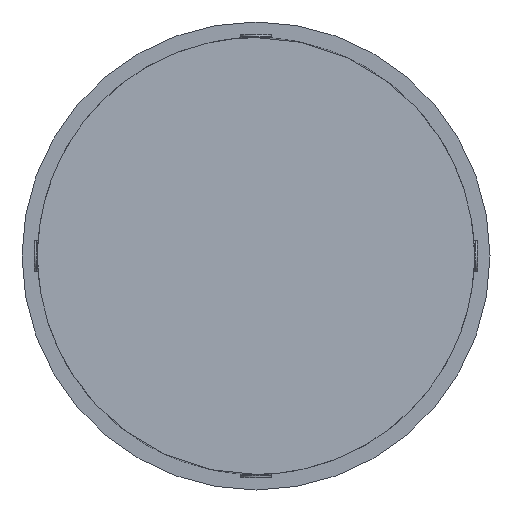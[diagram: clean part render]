
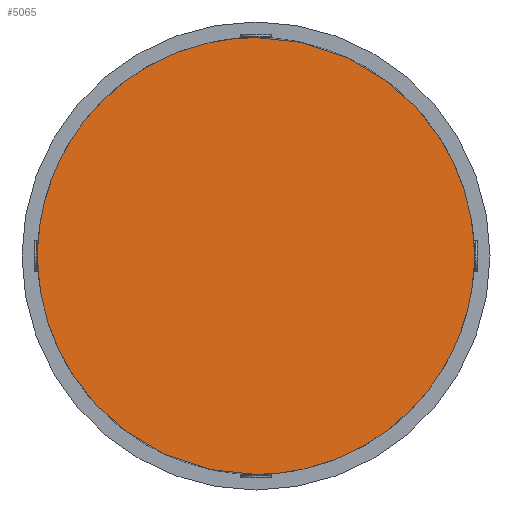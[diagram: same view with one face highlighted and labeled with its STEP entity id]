
A CAD part, front view. The second image highlights one B-rep face of the part: STEP entity #5065.
In plain terms, the highlighted planar face has unit normal (0.707, -0.707, 0).
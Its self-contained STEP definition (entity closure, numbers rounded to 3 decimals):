
#555 = CARTESIAN_POINT ( 'NONE',  ( -5.6, -24.8, -2.8 ) ) ;
#571 = EDGE_LOOP ( 'NONE', ( #2244, #4311 ) ) ;
#761 = CARTESIAN_POINT ( 'NONE',  ( 0., -19.2, -2.8 ) ) ;
#1110 = CARTESIAN_POINT ( 'NONE',  ( 5.6, -13.6, -2.8 ) ) ;
#1232 = VERTEX_POINT ( 'NONE', #761 ) ;
#1466 =( BOUNDED_CURVE ( )  B_SPLINE_CURVE ( 3, ( #2662, #555, #5152, #3462 ),
 .UNSPECIFIED., .F., .T. ) 
 B_SPLINE_CURVE_WITH_KNOTS ( ( 4, 4 ),
 ( 1.571, 4.712 ),
 .UNSPECIFIED. ) 
 CURVE ( )  GEOMETRIC_REPRESENTATION_ITEM ( )  RATIONAL_B_SPLINE_CURVE ( ( 1., 0.333, 0.333, 1. ) ) 
 REPRESENTATION_ITEM ( '' )  );
#1799 = PLANE ( 'NONE',  #2595 ) ;
#1966 = CARTESIAN_POINT ( 'NONE',  ( 5.6, -13.6, 2.8 ) ) ;
#1992 = EDGE_CURVE ( 'Defeature ausgef�hrt1_3+Defeature ausgef�hrt1_8+Defeature ausgef�hrt1_8+Defeature ausgef�hrt1_8', #5121, #1232, #4627, .T. ) ;
#2011 = CARTESIAN_POINT ( 'NONE',  ( 0., -19.2, -2.8 ) ) ;
#2244 = ORIENTED_EDGE ( 'NONE', *, *, #1992, .F. ) ;
#2595 = AXIS2_PLACEMENT_3D ( 'NONE', #3092, #3114, #3504 ) ;
#2662 = CARTESIAN_POINT ( 'NONE',  ( 0., -19.2, -2.8 ) ) ;
#2932 = EDGE_CURVE ( 'Defeature ausgef�hrt1_3+Defeature ausgef�hrt1_8+Defeature ausgef�hrt1_8+Defeature ausgef�hrt1_8', #1232, #5121, #1466, .T. ) ;
#3092 = CARTESIAN_POINT ( 'NONE',  ( 4.2, -15., -3. ) ) ;
#3114 = DIRECTION ( 'NONE',  ( -0.707, 0.707, 0. ) ) ;
#3462 = CARTESIAN_POINT ( 'NONE',  ( 0., -19.2, 2.8 ) ) ;
#3504 = DIRECTION ( 'NONE',  ( -0.707, -0.707, 0. ) ) ;
#3666 = CARTESIAN_POINT ( 'NONE',  ( 0., -19.2, 2.8 ) ) ;
#4311 = ORIENTED_EDGE ( 'NONE', *, *, #2932, .F. ) ;
#4627 =( BOUNDED_CURVE ( )  B_SPLINE_CURVE ( 3, ( #3666, #1966, #1110, #2011 ),
 .UNSPECIFIED., .F., .T. ) 
 B_SPLINE_CURVE_WITH_KNOTS ( ( 4, 4 ),
 ( 4.712, 7.854 ),
 .UNSPECIFIED. ) 
 CURVE ( )  GEOMETRIC_REPRESENTATION_ITEM ( )  RATIONAL_B_SPLINE_CURVE ( ( 1., 0.333, 0.333, 1. ) ) 
 REPRESENTATION_ITEM ( '' )  );
#4675 = CARTESIAN_POINT ( 'NONE',  ( 0., -19.2, 2.8 ) ) ;
#5032 = FACE_OUTER_BOUND ( 'NONE', #571, .T. ) ;
#5065 = ADVANCED_FACE ( 'Defeature ausgef�hrt1_8', ( #5032 ), #1799, .F. ) ;
#5121 = VERTEX_POINT ( 'NONE', #4675 ) ;
#5152 = CARTESIAN_POINT ( 'NONE',  ( -5.6, -24.8, 2.8 ) ) ;
